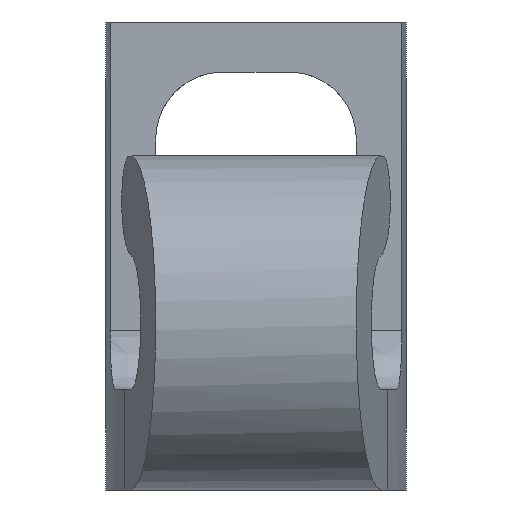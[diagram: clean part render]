
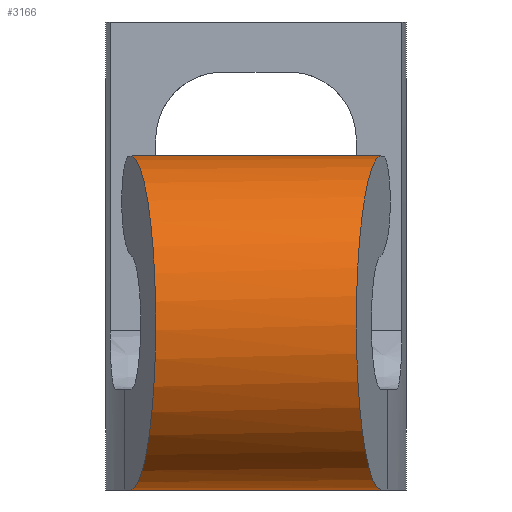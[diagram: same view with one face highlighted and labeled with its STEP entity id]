
A CAD part, front view. The second image highlights one B-rep face of the part: STEP entity #3166.
In plain terms, the highlighted cylindrical face has radius 10 mm (diameter 20 mm), a partial arc.
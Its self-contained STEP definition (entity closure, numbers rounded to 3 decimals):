
#69=ELLIPSE('',#3403,10.112,10.);
#70=ELLIPSE('',#3405,10.112,10.);
#153=CYLINDRICAL_SURFACE('',#3412,10.);
#376=FACE_OUTER_BOUND('',#544,.T.);
#544=EDGE_LOOP('',(#2756,#2757,#2758,#2759));
#785=LINE('',#6510,#1010);
#1010=VECTOR('',#3988,10.);
#1178=B_SPLINE_CURVE_WITH_KNOTS('',3,(#6911,#6912,#6913,#6914),
 .UNSPECIFIED.,.F.,.F.,(4,4),(0.133,1.667),
 .UNSPECIFIED.);
#1496=VERTEX_POINT('',#6507);
#1497=VERTEX_POINT('',#6509);
#1506=VERTEX_POINT('',#6554);
#1507=VERTEX_POINT('',#6684);
#1945=EDGE_CURVE('',#1497,#1496,#785,.T.);
#1958=EDGE_CURVE('',#1496,#1506,#69,.T.);
#1959=EDGE_CURVE('',#1507,#1497,#70,.T.);
#1965=EDGE_CURVE('',#1507,#1506,#1178,.T.);
#2756=ORIENTED_EDGE('',*,*,#1959,.T.);
#2757=ORIENTED_EDGE('',*,*,#1945,.T.);
#2758=ORIENTED_EDGE('',*,*,#1958,.T.);
#2759=ORIENTED_EDGE('',*,*,#1965,.F.);
#3166=ADVANCED_FACE('',(#376),#153,.T.);
#3403=AXIS2_PLACEMENT_3D('',#6682,#4005,#4006);
#3405=AXIS2_PLACEMENT_3D('',#6685,#4009,#4010);
#3412=AXIS2_PLACEMENT_3D('',#6977,#4027,#4028);
#3988=DIRECTION('',(1.,0.,0.));
#4005=DIRECTION('center_axis',(-0.989,0.148,0.));
#4006=DIRECTION('ref_axis',(0.148,0.989,0.));
#4009=DIRECTION('center_axis',(0.989,0.148,0.));
#4010=DIRECTION('ref_axis',(-0.148,0.989,0.));
#4027=DIRECTION('center_axis',(1.,0.,0.));
#4028=DIRECTION('ref_axis',(0.,-0.998,0.057));
#6507=CARTESIAN_POINT('',(24.5,-195.,-75.75));
#6509=CARTESIAN_POINT('',(9.5,-195.,-75.75));
#6510=CARTESIAN_POINT('',(8.,-195.,-75.75));
#6554=CARTESIAN_POINT('',(24.672,-193.852,-55.816));
#6682=CARTESIAN_POINT('Origin',(24.5,-195.,-65.75));
#6684=CARTESIAN_POINT('',(9.328,-193.852,-55.816));
#6685=CARTESIAN_POINT('Origin',(9.5,-195.,-65.75));
#6911=CARTESIAN_POINT('Ctrl Pts',(9.328,-193.852,-55.816));
#6912=CARTESIAN_POINT('Ctrl Pts',(14.443,-193.852,-55.816));
#6913=CARTESIAN_POINT('Ctrl Pts',(19.557,-193.852,-55.816));
#6914=CARTESIAN_POINT('Ctrl Pts',(24.672,-193.852,-55.816));
#6977=CARTESIAN_POINT('Origin',(8.,-195.,-65.75));
